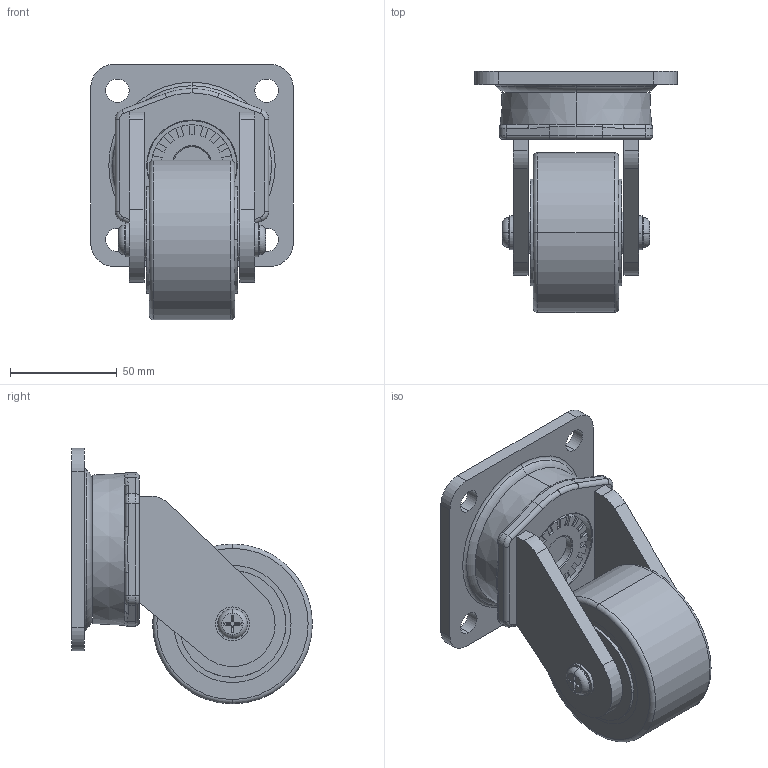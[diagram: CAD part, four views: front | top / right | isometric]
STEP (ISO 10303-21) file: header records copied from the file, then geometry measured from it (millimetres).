
FILE_DESCRIPTION (( 'STEP AP203' ), '1' );
FILE_NAME ('ACMU-75SF.STEP', '2015-09-11T08:03:31', ( 'WON SINCHUL' ), ( 'Hewlett-Packard Company' ), 'SwSTEP 2.0', 'SolidWorks 2015', '' );
FILE_SCHEMA (( 'CONFIG_CONTROL_DESIGN' ));
Length unit declared in the file: millimetre
Products named in the file (1): ACMU-75SF
Bounding box: 95 x 113 x 120 mm (x, y, z)
Volume: 343157.1 mm3; surface area: 113812.6 mm2
Topology: 16 solids, 16 shells, 497 faces, 1152 edges, 726 vertices
Faces by surface type: plane 172, cylinder 143, torus 68, sphere 48, cone 40, bspline 26
Entity records: 16603 total; most frequent: CARTESIAN_POINT 5082, DIRECTION 2504, ORIENTED_EDGE 2300, EDGE_CURVE 1150, AXIS2_PLACEMENT_3D 1019, VERTEX_POINT 726, EDGE_LOOP 572, CIRCLE 547
